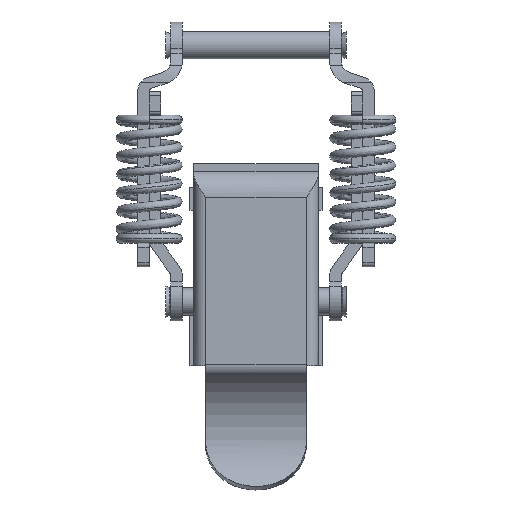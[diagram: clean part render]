
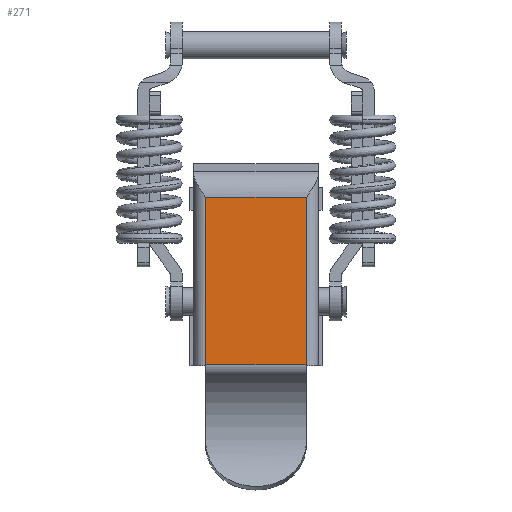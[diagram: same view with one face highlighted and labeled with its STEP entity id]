
A CAD part, front view. The second image highlights one B-rep face of the part: STEP entity #271.
In plain terms, the highlighted planar face has unit normal (0, -1, 0).
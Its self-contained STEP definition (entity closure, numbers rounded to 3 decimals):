
#271=ADVANCED_FACE('',(#848),#847,.T.);
#847=PLANE('',#2891);
#848=FACE_OUTER_BOUND('',#2892,.T.);
#2888=CARTESIAN_POINT('',(-7.8,0.,23.855));
#2889=DIRECTION('',(0.,-1.,0.));
#2890=DIRECTION('',(0.,0.,-1.));
#2891=AXIS2_PLACEMENT_3D('',#2888,#2889,#2890);
#2892=EDGE_LOOP('',(#6410,#6411,#6412,#6413));
#6410=ORIENTED_EDGE('',*,*,#7512,.T.);
#6411=ORIENTED_EDGE('',*,*,#7513,.T.);
#6412=ORIENTED_EDGE('',*,*,#7514,.T.);
#6413=ORIENTED_EDGE('',*,*,#7515,.T.);
#7512=EDGE_CURVE('',#8822,#8823,#8824,.T.);
#7513=EDGE_CURVE('',#8823,#8830,#8831,.T.);
#7514=EDGE_CURVE('',#8830,#8837,#8838,.T.);
#7515=EDGE_CURVE('',#8837,#8822,#8844,.T.);
#8822=VERTEX_POINT('',#12508);
#8823=VERTEX_POINT('',#12509);
#8824=LINE('',#12510,#12511);
#8830=VERTEX_POINT('',#12513);
#8831=LINE('',#12514,#12515);
#8837=VERTEX_POINT('',#12517);
#8838=LINE('',#12518,#12519);
#8844=LINE('',#12521,#12522);
#12508=CARTESIAN_POINT('',(-6.5,0.,0.098));
#12509=CARTESIAN_POINT('',(6.5,0.,0.098));
#12510=CARTESIAN_POINT('',(-6.5,0.,0.098));
#12511=VECTOR('',#12512,13.);
#12512=DIRECTION('',(1.,0.,0.));
#12513=CARTESIAN_POINT('',(6.5,0.,21.695));
#12514=CARTESIAN_POINT('',(6.5,0.,0.098));
#12515=VECTOR('',#12516,21.597);
#12516=DIRECTION('',(0.,0.,1.));
#12517=CARTESIAN_POINT('',(-6.5,0.,21.695));
#12518=CARTESIAN_POINT('',(6.5,0.,21.695));
#12519=VECTOR('',#12520,13.);
#12520=DIRECTION('',(-1.,0.,0.));
#12521=CARTESIAN_POINT('',(-6.5,0.,21.695));
#12522=VECTOR('',#12523,21.597);
#12523=DIRECTION('',(0.,0.,-1.));
